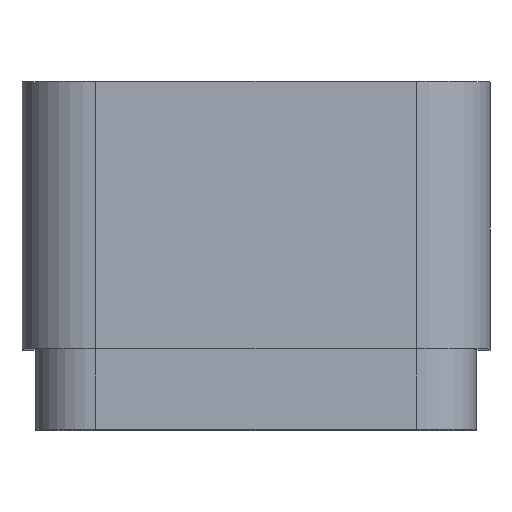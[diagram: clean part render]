
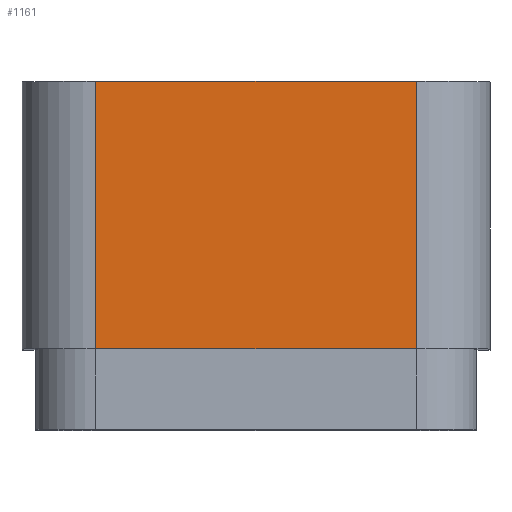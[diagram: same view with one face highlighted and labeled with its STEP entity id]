
A CAD part, top view. The second image highlights one B-rep face of the part: STEP entity #1161.
In plain terms, the highlighted planar face has unit normal (0, 0, 1).
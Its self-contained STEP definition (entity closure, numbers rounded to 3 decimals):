
#25 = EDGE_CURVE ( 'NONE', #4075, #250, #147, .T. ) ;
#134 = CARTESIAN_POINT ( 'NONE',  ( -12., 26., 30.5 ) ) ;
#147 = LINE ( 'NONE', #4283, #3525 ) ;
#250 = VERTEX_POINT ( 'NONE', #2112 ) ;
#403 = EDGE_CURVE ( 'NONE', #1768, #3245, #3175, .T. ) ;
#782 = CARTESIAN_POINT ( 'NONE',  ( 0., 26., 30.5 ) ) ;
#1096 = CARTESIAN_POINT ( 'NONE',  ( 12., 26., 30.5 ) ) ;
#1159 = EDGE_LOOP ( 'NONE', ( #3217, #3841, #4054, #1518 ) ) ;
#1161 = ADVANCED_FACE ( 'NONE', ( #3866 ), #1477, .F. ) ;
#1178 = CARTESIAN_POINT ( 'NONE',  ( -12., 6., 30.5 ) ) ;
#1185 = DIRECTION ( 'NONE',  ( 0., 0., -1. ) ) ;
#1228 = CARTESIAN_POINT ( 'NONE',  ( 0., 26., 30.5 ) ) ;
#1477 = PLANE ( 'NONE',  #2323 ) ;
#1503 = DIRECTION ( 'NONE',  ( 0., -1., 0. ) ) ;
#1518 = ORIENTED_EDGE ( 'NONE', *, *, #403, .T. ) ;
#1768 = VERTEX_POINT ( 'NONE', #2882 ) ;
#1789 = CARTESIAN_POINT ( 'NONE',  ( 0., 6., 30.5 ) ) ;
#2051 = DIRECTION ( 'NONE',  ( 1., 0., 0. ) ) ;
#2112 = CARTESIAN_POINT ( 'NONE',  ( 12., 6., 30.5 ) ) ;
#2219 = LINE ( 'NONE', #1228, #2553 ) ;
#2268 = VECTOR ( 'NONE', #4219, 1000. ) ;
#2323 = AXIS2_PLACEMENT_3D ( 'NONE', #782, #1185, #4206 ) ;
#2553 = VECTOR ( 'NONE', #3221, 1000. ) ;
#2770 = EDGE_CURVE ( 'NONE', #3245, #250, #3685, .T. ) ;
#2882 = CARTESIAN_POINT ( 'NONE',  ( -12., 26., 30.5 ) ) ;
#3175 = LINE ( 'NONE', #134, #2268 ) ;
#3217 = ORIENTED_EDGE ( 'NONE', *, *, #2770, .T. ) ;
#3221 = DIRECTION ( 'NONE',  ( 1., 0., 0. ) ) ;
#3245 = VERTEX_POINT ( 'NONE', #1178 ) ;
#3276 = EDGE_CURVE ( 'NONE', #1768, #4075, #2219, .T. ) ;
#3525 = VECTOR ( 'NONE', #1503, 1000. ) ;
#3685 = LINE ( 'NONE', #1789, #3838 ) ;
#3838 = VECTOR ( 'NONE', #2051, 1000. ) ;
#3841 = ORIENTED_EDGE ( 'NONE', *, *, #25, .F. ) ;
#3866 = FACE_OUTER_BOUND ( 'NONE', #1159, .T. ) ;
#4054 = ORIENTED_EDGE ( 'NONE', *, *, #3276, .F. ) ;
#4075 = VERTEX_POINT ( 'NONE', #1096 ) ;
#4206 = DIRECTION ( 'NONE',  ( -1., 0., 0. ) ) ;
#4219 = DIRECTION ( 'NONE',  ( 0., -1., 0. ) ) ;
#4283 = CARTESIAN_POINT ( 'NONE',  ( 12., 26., 30.5 ) ) ;
